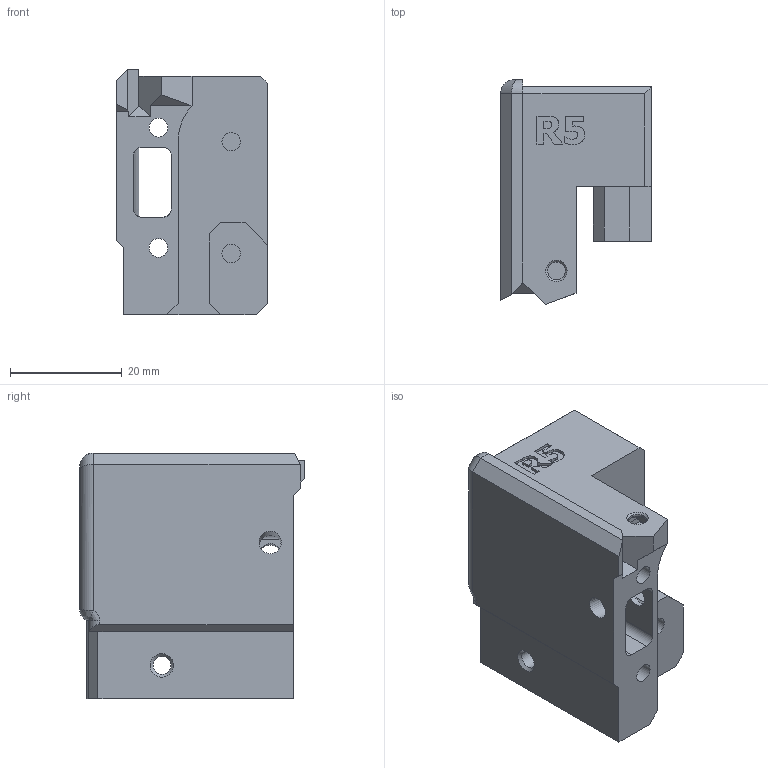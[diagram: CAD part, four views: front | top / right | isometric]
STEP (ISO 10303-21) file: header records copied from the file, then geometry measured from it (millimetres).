
FILE_DESCRIPTION(/* description */ (''),/* implementation_level */ '2;1');
FILE_NAME(/* name */ 'corexy-back-left-top_R4.stp',/* time_stamp */ '2023-12-19T11:02:46+01:00',/* author */ ('Dominik Tebich'),/* organization */ (''),/* preprocessor_version */ 'ST-DEVELOPER v19.2',/* originating_system */ 'Autodesk Inventor 2023',/* authorisation */ '');
FILE_SCHEMA (('AUTOMOTIVE_DESIGN { 1 0 10303 214 3 1 1 }'));
Length unit declared in the file: millimetre
Products named in the file (1): corexy-back-left-(top)_R4
Bounding box: 27 x 40.25 x 44 mm (x, y, z)
Volume: 23629.4 mm3; surface area: 10504.8 mm2
Topology: 1 solids, 1 shells, 204 faces, 546 edges, 349 vertices
Faces by surface type: plane 140, bspline 31, cylinder 26, torus 4, cone 3
Full cylindrical faces by diameter (mm): 3.2 x5, 3.3 x2, 3.35 x2
Entity records: 6726 total; most frequent: CARTESIAN_POINT 1734, ORIENTED_EDGE 1086, DIRECTION 906, EDGE_CURVE 543, LINE 408, VECTOR 408, VERTEX_POINT 349, AXIS2_PLACEMENT_3D 249
